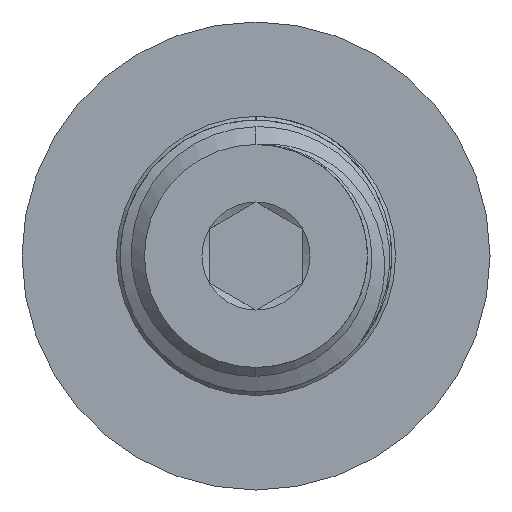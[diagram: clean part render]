
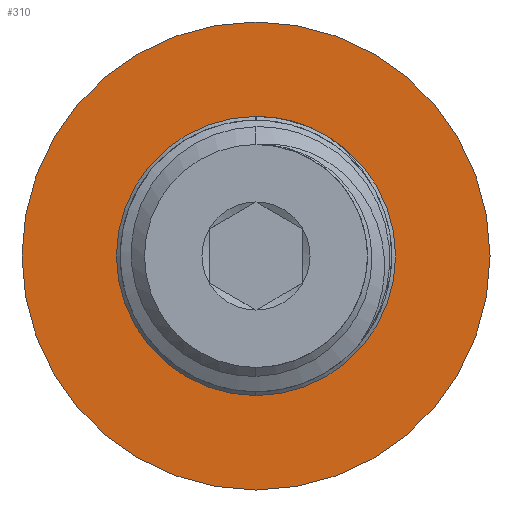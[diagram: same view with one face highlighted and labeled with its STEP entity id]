
A CAD part, left-side view. The second image highlights one B-rep face of the part: STEP entity #310.
In plain terms, the highlighted planar face has unit normal (-1, 0, 0).
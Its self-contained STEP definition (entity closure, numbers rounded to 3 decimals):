
#123 = CIRCLE ( 'NONE', #674, 7.455 ) ;
#144 = CARTESIAN_POINT ( 'NONE',  ( 175., 0., 0. ) ) ;
#186 = EDGE_CURVE ( 'NONE', #2722, #1863, #3184, .T. ) ;
#286 = CARTESIAN_POINT ( 'NONE',  ( 175., 0., 0. ) ) ;
#300 = ORIENTED_EDGE ( 'NONE', *, *, #1422, .F. ) ;
#310 = ADVANCED_FACE ( 'NONE', ( #2088, #1063 ), #3174, .F. ) ;
#457 = DIRECTION ( 'NONE',  ( 1., 0., 0. ) ) ;
#470 = CARTESIAN_POINT ( 'NONE',  ( 175., 0., 0. ) ) ;
#577 = DIRECTION ( 'NONE',  ( 1., 0., 0. ) ) ;
#637 = EDGE_LOOP ( 'NONE', ( #3094, #2182 ) ) ;
#674 = AXIS2_PLACEMENT_3D ( 'NONE', #1753, #2786, #3315 ) ;
#722 = CIRCLE ( 'NONE', #1114, 12.5 ) ;
#933 = CARTESIAN_POINT ( 'NONE',  ( 175., 0., -12.5 ) ) ;
#1063 = FACE_OUTER_BOUND ( 'NONE', #2362, .T. ) ;
#1114 = AXIS2_PLACEMENT_3D ( 'NONE', #144, #1179, #3372 ) ;
#1179 = DIRECTION ( 'NONE',  ( 1., 0., 0. ) ) ;
#1219 = DIRECTION ( 'NONE',  ( 0., 0., -1. ) ) ;
#1233 = ORIENTED_EDGE ( 'NONE', *, *, #1706, .F. ) ;
#1291 = EDGE_CURVE ( 'NONE', #1863, #2722, #123, .T. ) ;
#1368 = CARTESIAN_POINT ( 'NONE',  ( 175., 0., 0. ) ) ;
#1422 = EDGE_CURVE ( 'NONE', #2869, #1616, #1727, .T. ) ;
#1616 = VERTEX_POINT ( 'NONE', #933 ) ;
#1706 = EDGE_CURVE ( 'NONE', #1616, #2869, #722, .T. ) ;
#1727 = CIRCLE ( 'NONE', #2803, 12.5 ) ;
#1753 = CARTESIAN_POINT ( 'NONE',  ( 175., 0., 0. ) ) ;
#1861 = DIRECTION ( 'NONE',  ( 1., 0., 0. ) ) ;
#1863 = VERTEX_POINT ( 'NONE', #2671 ) ;
#2088 = FACE_BOUND ( 'NONE', #637, .T. ) ;
#2109 = DIRECTION ( 'NONE',  ( 0., 0., -1. ) ) ;
#2182 = ORIENTED_EDGE ( 'NONE', *, *, #1291, .T. ) ;
#2223 = CARTESIAN_POINT ( 'NONE',  ( 175., 0., 7.455 ) ) ;
#2362 = EDGE_LOOP ( 'NONE', ( #300, #1233 ) ) ;
#2417 = CARTESIAN_POINT ( 'NONE',  ( 175., 0., 12.5 ) ) ;
#2422 = AXIS2_PLACEMENT_3D ( 'NONE', #286, #1861, #2109 ) ;
#2469 = DIRECTION ( 'NONE',  ( 0., 0., -1. ) ) ;
#2671 = CARTESIAN_POINT ( 'NONE',  ( 175., 0., -7.455 ) ) ;
#2722 = VERTEX_POINT ( 'NONE', #2223 ) ;
#2786 = DIRECTION ( 'NONE',  ( 1., 0., 0. ) ) ;
#2803 = AXIS2_PLACEMENT_3D ( 'NONE', #1368, #577, #2469 ) ;
#2869 = VERTEX_POINT ( 'NONE', #2417 ) ;
#3094 = ORIENTED_EDGE ( 'NONE', *, *, #186, .T. ) ;
#3120 = AXIS2_PLACEMENT_3D ( 'NONE', #470, #457, #1219 ) ;
#3174 = PLANE ( 'NONE',  #2422 ) ;
#3184 = CIRCLE ( 'NONE', #3120, 7.455 ) ;
#3315 = DIRECTION ( 'NONE',  ( 0., 0., -1. ) ) ;
#3372 = DIRECTION ( 'NONE',  ( 0., 0., -1. ) ) ;
